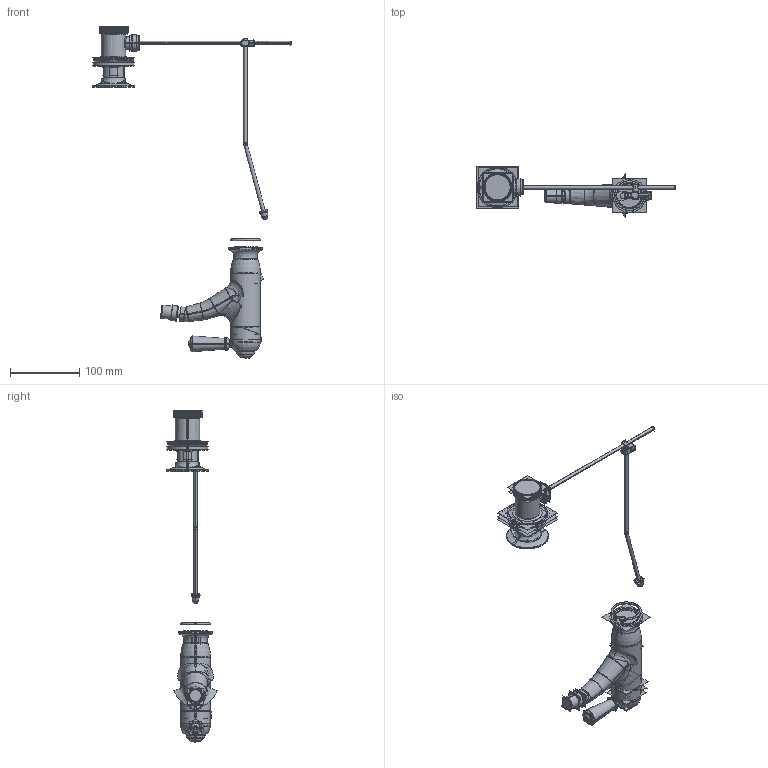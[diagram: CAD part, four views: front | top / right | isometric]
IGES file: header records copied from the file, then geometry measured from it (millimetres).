
Start section:  PTC IGES file: ch23-_asm.igs
Global section: file name: ch23-_asm.igs; native system: Pro/ENGINEER by Parametric Technology Corporation; preprocessor: 2010280; author: Administrator; organization: Unknown; date: 20191225.154501; units: millimetre
Bounding box: 288.5 x 74.05 x 480.81 mm (x, y, z)
Volume: 316981.1 mm3; surface area: 875814.2 mm2
Topology: 13 solids, 22 shells, 1172 faces, 7038 edges, 9553 vertices
Faces by surface type: revolution 702, bspline 404, extrusion 66
